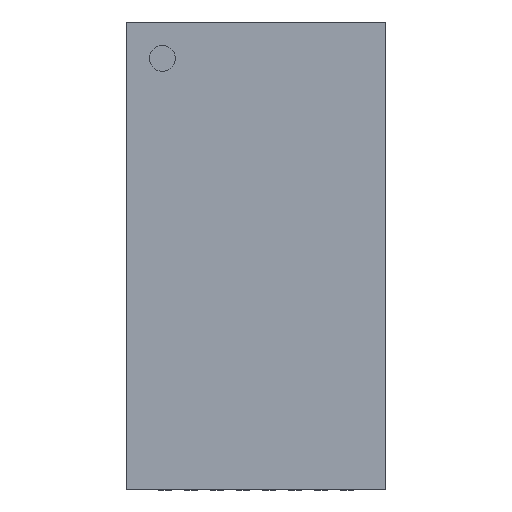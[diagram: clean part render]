
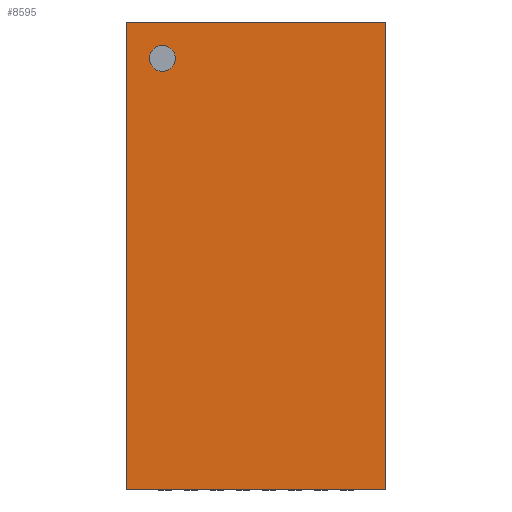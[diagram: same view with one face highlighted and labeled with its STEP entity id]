
A CAD part, top view. The second image highlights one B-rep face of the part: STEP entity #8595.
In plain terms, the highlighted planar face has unit normal (0, 0, 1).
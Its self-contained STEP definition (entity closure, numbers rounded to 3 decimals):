
#16=FACE_BOUND('',#1507,.T.);
#512=PLANE('',#9338);
#1008=FACE_OUTER_BOUND('',#1506,.T.);
#1506=EDGE_LOOP('',(#7977,#7978,#7979,#7980));
#1507=EDGE_LOOP('',(#7981));
#2433=LINE('',#14088,#3417);
#2455=LINE('',#14113,#3439);
#2467=LINE('',#14128,#3451);
#2474=LINE('',#14137,#3458);
#3417=VECTOR('',#11621,5.);
#3439=VECTOR('',#11645,9.);
#3451=VECTOR('',#11659,5.);
#3458=VECTOR('',#11668,9.);
#3583=CIRCLE('',#9043,0.25);
#4067=VERTEX_POINT('',#12974);
#4453=VERTEX_POINT('',#14085);
#4454=VERTEX_POINT('',#14087);
#4456=VERTEX_POINT('',#14112);
#4458=VERTEX_POINT('',#14127);
#5047=EDGE_CURVE('',#4067,#4067,#3583,.T.);
#5579=EDGE_CURVE('',#4454,#4453,#2433,.T.);
#5601=EDGE_CURVE('',#4456,#4454,#2455,.T.);
#5613=EDGE_CURVE('',#4458,#4456,#2467,.T.);
#5620=EDGE_CURVE('',#4453,#4458,#2474,.T.);
#7977=ORIENTED_EDGE('',*,*,#5579,.T.);
#7978=ORIENTED_EDGE('',*,*,#5620,.T.);
#7979=ORIENTED_EDGE('',*,*,#5613,.T.);
#7980=ORIENTED_EDGE('',*,*,#5601,.T.);
#7981=ORIENTED_EDGE('',*,*,#5047,.T.);
#8595=ADVANCED_FACE('',(#1008,#16),#512,.T.);
#9043=AXIS2_PLACEMENT_3D('',#12975,#10604,#10605);
#9338=AXIS2_PLACEMENT_3D('',#14154,#11686,#11687);
#10604=DIRECTION('center_axis',(0.,0.,-1.));
#10605=DIRECTION('ref_axis',(-1.,0.,0.));
#11621=DIRECTION('',(-1.,0.,0.));
#11645=DIRECTION('',(0.,1.,0.));
#11659=DIRECTION('',(1.,0.,0.));
#11668=DIRECTION('',(0.,-1.,0.));
#11686=DIRECTION('center_axis',(0.,0.,1.));
#11687=DIRECTION('ref_axis',(1.,0.,0.));
#12974=CARTESIAN_POINT('',(-1.55,3.8,0.8));
#12975=CARTESIAN_POINT('Origin',(-1.8,3.8,0.8));
#14085=CARTESIAN_POINT('',(-2.5,4.5,0.8));
#14087=CARTESIAN_POINT('',(2.5,4.5,0.8));
#14088=CARTESIAN_POINT('',(-2.5,4.5,0.8));
#14112=CARTESIAN_POINT('',(2.5,-4.5,0.8));
#14113=CARTESIAN_POINT('',(2.5,4.5,0.8));
#14127=CARTESIAN_POINT('',(-2.5,-4.5,0.8));
#14128=CARTESIAN_POINT('',(2.5,-4.5,0.8));
#14137=CARTESIAN_POINT('',(-2.5,-4.5,0.8));
#14154=CARTESIAN_POINT('Origin',(0.,0.,0.8));
